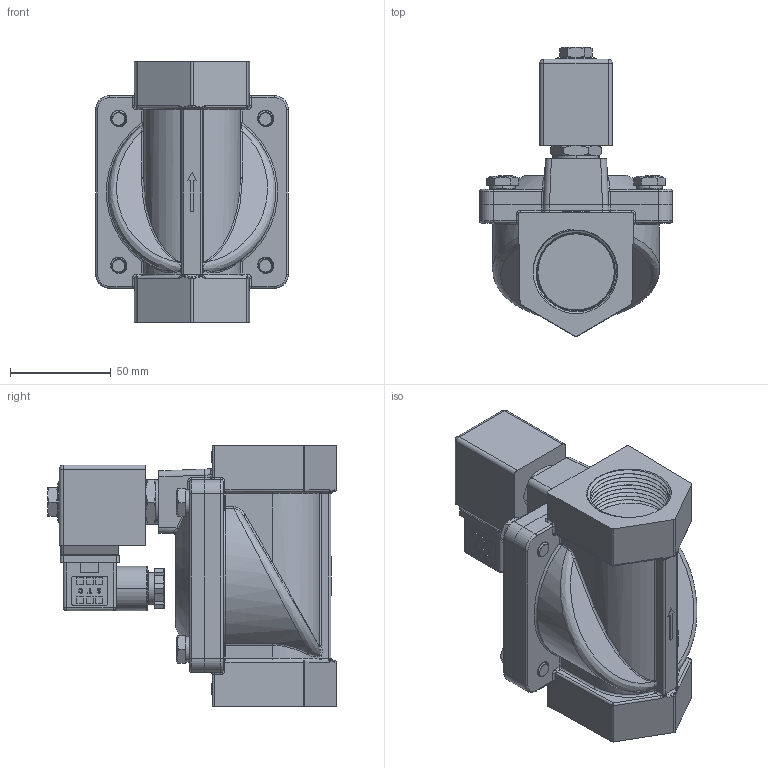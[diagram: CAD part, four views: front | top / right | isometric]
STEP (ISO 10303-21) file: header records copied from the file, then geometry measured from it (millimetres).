
FILE_DESCRIPTION (( 'STEP AP214' ), '1' );
FILE_NAME ('2RS320-1-1-4.STEP', '2018-09-04T20:17:29', ( '' ), ( '' ), 'SwSTEP 2.0', 'SolidWorks 2016', '' );
FILE_SCHEMA (( 'AUTOMOTIVE_DESIGN' ));
Length unit declared in the file: millimetre
Products named in the file (1): 2RS320-1-1-4
Bounding box: 95.6 x 143.25 x 129.4 mm (x, y, z)
Volume: 580311.1 mm3; surface area: 117146.6 mm2
Topology: 22 solids, 22 shells, 2195 faces, 6027 edges, 3930 vertices
Faces by surface type: plane 1076, cylinder 655, bspline 249, cone 117, torus 49, sphere 49
Entity records: 163388 total; most frequent: CARTESIAN_POINT 87109, ORIENTED_EDGE 11996, DIRECTION 8876, EDGE_CURVE 5998, VERTEX_POINT 3928, LINE 3512, VECTOR 3512, AXIS2_PLACEMENT_3D 2682
